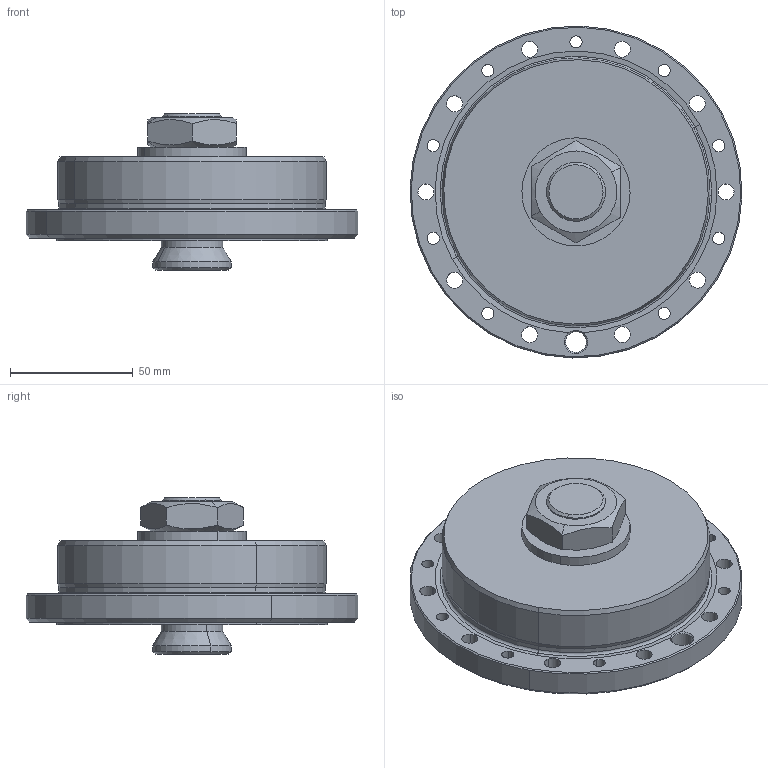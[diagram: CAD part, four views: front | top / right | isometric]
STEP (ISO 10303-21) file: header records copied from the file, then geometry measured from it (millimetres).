
FILE_DESCRIPTION(('CATIA V5 STEP Exchange'),'2;1');
FILE_NAME('F3_ZYLINDERSPANNFLANSCH_MCP_80_C_1211492_TUENKERS.stp','2018-05-30T11:58:56+00:00',('none'),('none'),'CATIA Version 5 Release 19 SP 9 (IN-10)','CATIA V5 STEP AP214','none');
FILE_SCHEMA(('AUTOMOTIVE_DESIGN { 1 0 10303 214 1 1 1 1 }'));
Length unit declared in the file: millimetre
Products named in the file (1): F3_ZYLINDERSPANNFLANSCH_MCP_80_C_1211492_TUENKERS
Bounding box: 134.96 x 134.96 x 63.5 mm (x, y, z)
Volume: 268984.1 mm3; surface area: 53554.3 mm2
Topology: 1 solids, 1 shells, 117 faces, 289 edges, 180 vertices
Faces by surface type: cylinder 62, cone 30, plane 17, torus 8
Entity records: 3692 total; most frequent: CARTESIAN_POINT 806, ORIENTED_EDGE 578, DIRECTION 398, EDGE_CURVE 289, AXIS2_PLACEMENT_3D 231, VERTEX_POINT 180, CIRCLE 164, EDGE_LOOP 163
